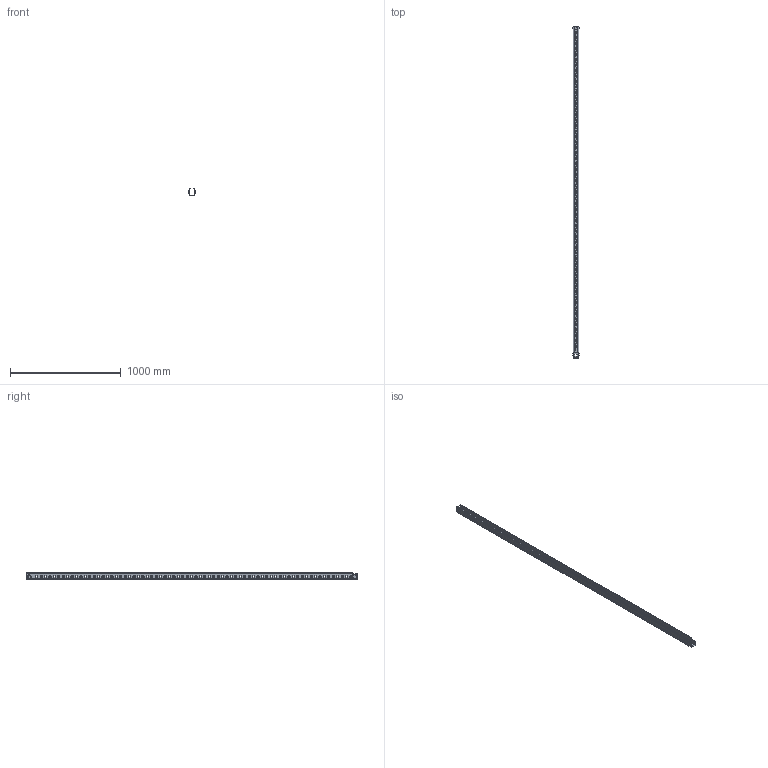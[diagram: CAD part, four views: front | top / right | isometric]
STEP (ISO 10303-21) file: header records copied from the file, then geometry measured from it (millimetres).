
FILE_DESCRIPTION(/* description */ (''),/* implementation_level */ '2;1');
FILE_NAME(/* name */ 'KFL50H60_3.stp',/* time_stamp */ '2020-03-24T12:23:46+01:00',/* author */ ('stanislaw.luczak'),/* organization */ (''),/* preprocessor_version */ 'ST-DEVELOPER v18',/* originating_system */ 'Autodesk Inventor 2020',/* authorisation */ '');
FILE_SCHEMA (('AUTOMOTIVE_DESIGN { 1 0 10303 214 3 1 1 }'));
Products named in the file (1): KFJ50H60_3
Bounding box: 58 x 3000 x 61.97 mm (x, y, z)
Volume: 342939.3 mm3; surface area: 1000459.2 mm2
Topology: 1 solids, 1 shells, 2110 faces, 6320 edges, 4204 vertices
Faces by surface type: cylinder 1060, plane 1050
Full cylindrical faces by diameter (mm): 8.5 x58
Entity records: 73895 total; most frequent: CARTESIAN_POINT 12779, DIRECTION 12696, ORIENTED_EDGE 12640, EDGE_CURVE 6320, AXIS2_PLACEMENT_3D 4281, VERTEX_POINT 4204, LINE 4134, VECTOR 4134
